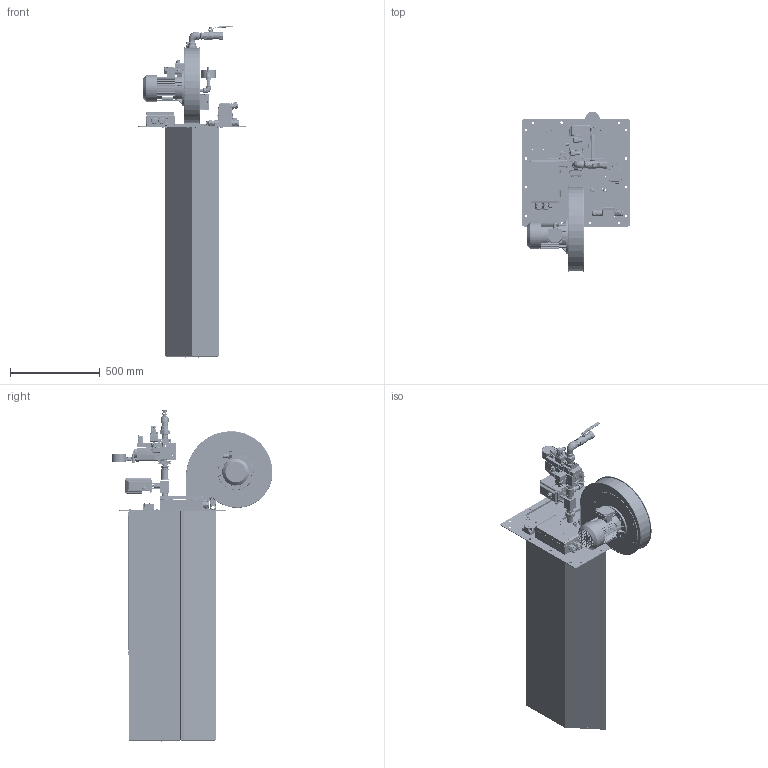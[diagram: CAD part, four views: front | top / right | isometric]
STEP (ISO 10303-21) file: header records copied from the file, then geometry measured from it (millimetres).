
FILE_DESCRIPTION (( 'STEP AP203' ), '1' );
FILE_NAME ('Gasflächenbrenner 225 kW Typ 225-1295-1035.STEP', '2018-04-25T11:01:00', ( '' ), ( '' ), 'SwSTEP 2.0', 'SolidWorks 2018', '' );
FILE_SCHEMA (( 'CONFIG_CONTROL_DESIGN' ));
Length unit declared in the file: millimetre
Products named in the file (1): Gasflächenbrenner 225 kW Typ 225-1295-1035
Bounding box: 600 x 898.4 x 1853.74 mm (x, y, z)
Surface area: 6170175.3 mm2 (no closed solid volume)
Topology: 0 solids, 431 shells, 2987 faces, 17063 edges, 14180 vertices
Faces by surface type: plane 1514, cylinder 950, cone 267, bspline 195, torus 59, sphere 2
Full cylindrical faces by diameter (mm): 2 x2, 2.45 x1, 3 x4, 3.3 x4, 3.7 x2, 4 x15, 4.2 x1, 4.5 x4, 4.6 x5, 5 x7, 5.05 x1, 6 x20, 6.5 x1, 6.8 x4, 7 x19, 7.1 x1, 7.5 x2, 8 x32, 8.5 x1, 9 x10, 10 x5, 10.5 x1, 11 x24, 11.076 x1, 12 x4, 13 x1, 14 x17, 15 x7, 16 x1, 17.2 x1
Entity records: 223002 total; most frequent: CARTESIAN_POINT 100264, DIRECTION 22700, ORIENTED_EDGE 20645, EDGE_CURVE 16540, VERTEX_POINT 14076, VECTOR 8062, LINE 8062, AXIS2_PLACEMENT_3D 7319
